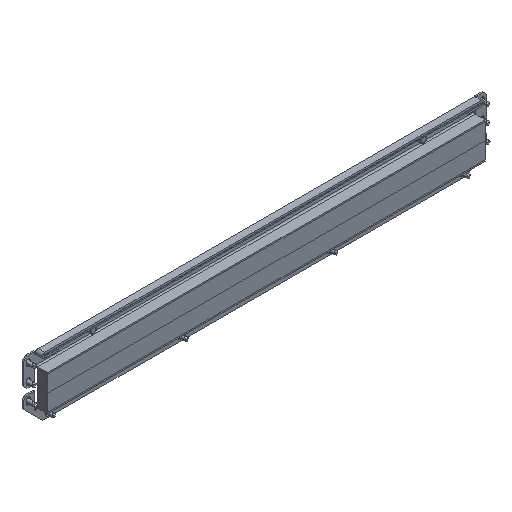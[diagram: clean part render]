
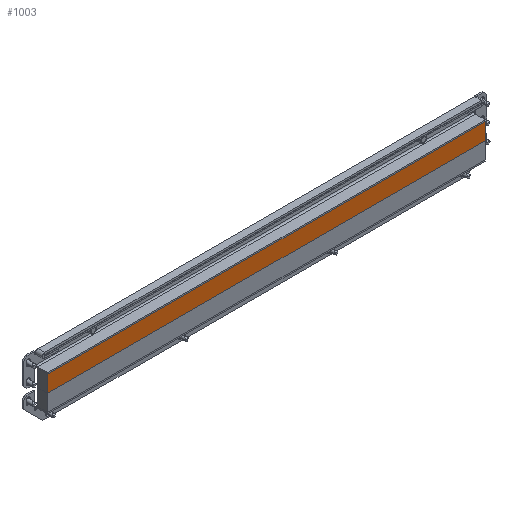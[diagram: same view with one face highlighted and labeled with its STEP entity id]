
A CAD part, isometric view. The second image highlights one B-rep face of the part: STEP entity #1003.
In plain terms, the highlighted face is planar.
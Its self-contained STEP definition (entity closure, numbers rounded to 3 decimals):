
#574 = EDGE_LOOP ( 'NONE', ( #7738, #3032, #6090, #1096 ) ) ;
#575 = DIRECTION ( 'NONE',  ( -1., 0., 0. ) ) ;
#735 = CARTESIAN_POINT ( 'NONE',  ( -7.5, 12.5, 330. ) ) ;
#930 = DIRECTION ( 'NONE',  ( 0., -1., 0. ) ) ;
#976 = CARTESIAN_POINT ( 'NONE',  ( -7.5, 12.5, -330. ) ) ;
#1003 = ADVANCED_FACE ( 'NONE', ( #3987 ), #3508, .T. ) ;
#1096 = ORIENTED_EDGE ( 'NONE', *, *, #6970, .T. ) ;
#1257 = LINE ( 'NONE', #6839, #2109 ) ;
#1818 = CARTESIAN_POINT ( 'NONE',  ( -7.5, -12.5, 330. ) ) ;
#2109 = VECTOR ( 'NONE', #3280, 1000. ) ;
#2214 = VECTOR ( 'NONE', #7291, 1000. ) ;
#2266 = DIRECTION ( 'NONE',  ( 0., -1., 0. ) ) ;
#2354 = CARTESIAN_POINT ( 'NONE',  ( -7.5, -12.5, -330. ) ) ;
#3032 = ORIENTED_EDGE ( 'NONE', *, *, #6741, .F. ) ;
#3146 = VERTEX_POINT ( 'NONE', #6432 ) ;
#3280 = DIRECTION ( 'NONE',  ( 0., 0., 1. ) ) ;
#3508 = PLANE ( 'NONE',  #4362 ) ;
#3511 = DIRECTION ( 'NONE',  ( 0., 0., 1. ) ) ;
#3987 = FACE_OUTER_BOUND ( 'NONE', #574, .T. ) ;
#4362 = AXIS2_PLACEMENT_3D ( 'NONE', #5281, #575, #2266 ) ;
#4459 = LINE ( 'NONE', #2354, #5844 ) ;
#4484 = LINE ( 'NONE', #976, #4855 ) ;
#4754 = CARTESIAN_POINT ( 'NONE',  ( -7.5, 12.5, 330. ) ) ;
#4855 = VECTOR ( 'NONE', #930, 1000. ) ;
#5281 = CARTESIAN_POINT ( 'NONE',  ( -7.5, 12.5, -330. ) ) ;
#5336 = EDGE_CURVE ( 'NONE', #6411, #3146, #4484, .T. ) ;
#5680 = VERTEX_POINT ( 'NONE', #4754 ) ;
#5816 = VERTEX_POINT ( 'NONE', #1818 ) ;
#5844 = VECTOR ( 'NONE', #3511, 1000. ) ;
#5975 = EDGE_CURVE ( 'NONE', #5680, #5816, #7260, .T. ) ;
#6090 = ORIENTED_EDGE ( 'NONE', *, *, #5336, .T. ) ;
#6411 = VERTEX_POINT ( 'NONE', #7185 ) ;
#6432 = CARTESIAN_POINT ( 'NONE',  ( -7.5, -12.5, -330. ) ) ;
#6741 = EDGE_CURVE ( 'NONE', #6411, #5680, #1257, .T. ) ;
#6839 = CARTESIAN_POINT ( 'NONE',  ( -7.5, 12.5, -330. ) ) ;
#6970 = EDGE_CURVE ( 'NONE', #3146, #5816, #4459, .T. ) ;
#7185 = CARTESIAN_POINT ( 'NONE',  ( -7.5, 12.5, -330. ) ) ;
#7260 = LINE ( 'NONE', #735, #2214 ) ;
#7291 = DIRECTION ( 'NONE',  ( 0., -1., 0. ) ) ;
#7738 = ORIENTED_EDGE ( 'NONE', *, *, #5975, .F. ) ;
